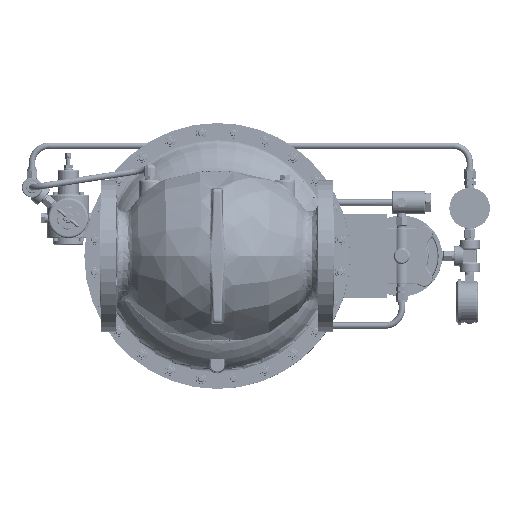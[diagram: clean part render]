
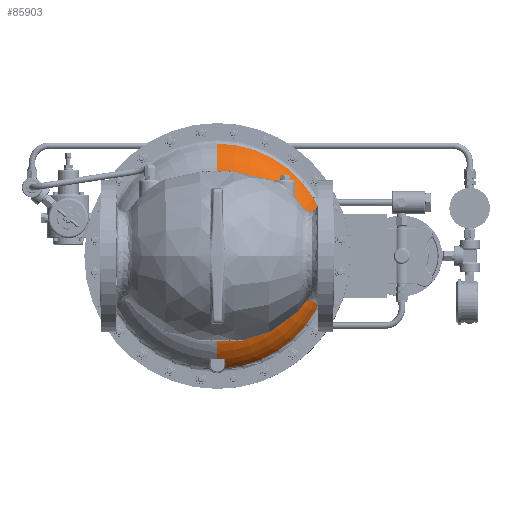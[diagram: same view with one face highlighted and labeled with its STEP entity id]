
A CAD part, front view. The second image highlights one B-rep face of the part: STEP entity #85903.
In plain terms, the highlighted toroidal (fillet/blend) face has major radius 106.491 mm and minor radius 71.438 mm.
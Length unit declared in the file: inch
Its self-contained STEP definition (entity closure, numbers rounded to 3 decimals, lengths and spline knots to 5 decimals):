
#599 = DIRECTION ( 'NONE',  ( 0., -1., 0. ) ) ;
#12132 = B_SPLINE_CURVE_WITH_KNOTS ( 'NONE', 3,
 ( #57885, #143535, #455460, #291954, #16309, #13726, #52795, #302165, #336060, #414026, #330939, #294529, #216525, #99347 ),
 .UNSPECIFIED., .F., .F.,
 ( 4, 2, 2, 2, 2, 2, 4 ),
 ( 0., 0.00072, 0.00144, 0.00216, 0.00288, 0.00431, 0.00575 ),
 .UNSPECIFIED. ) ;
#13726 = CARTESIAN_POINT ( 'NONE',  ( 0.42081, 9.7134, -6.08973 ) ) ;
#16309 = CARTESIAN_POINT ( 'NONE',  ( 0.40488, 9.70585, -6.0826 ) ) ;
#18492 = CIRCLE ( 'NONE', #392149, 2.8125 ) ;
#19711 = DIRECTION ( 'NONE',  ( 1., 0., 0. ) ) ;
#29257 = B_SPLINE_CURVE_WITH_KNOTS ( 'NONE', 3,
 ( #359832, #240387, #474293, #398850, #123214, #118033 ),
 .UNSPECIFIED., .F., .F.,
 ( 4, 2, 4 ),
 ( 0., 0.00513, 0.01025 ),
 .UNSPECIFIED. ) ;
#34624 = CARTESIAN_POINT ( 'NONE',  ( 0.48185, 10.31679, -6.57979 ) ) ;
#37358 = ORIENTED_EDGE ( 'NONE', *, *, #335203, .F. ) ;
#49652 = AXIS2_PLACEMENT_3D ( 'NONE', #312571, #599, #156649 ) ;
#52795 = CARTESIAN_POINT ( 'NONE',  ( 0.42808, 9.71789, -6.09407 ) ) ;
#57885 = CARTESIAN_POINT ( 'NONE',  ( 0.35904, 9.69753, -6.07637 ) ) ;
#73542 = CARTESIAN_POINT ( 'NONE',  ( 0.47321, 10.36609, -6.60972 ) ) ;
#74054 = DIRECTION ( 'NONE',  ( 0., -1., 0. ) ) ;
#83809 = DIRECTION ( 'NONE',  ( 0., -1., 0. ) ) ;
#85903 = ADVANCED_FACE ( 'NONE', ( #167776 ), #173057, .T. ) ;
#92212 = CARTESIAN_POINT ( 'NONE',  ( 0., 11.77634, 0. ) ) ;
#96262 = CARTESIAN_POINT ( 'NONE',  ( 0.48296, 9.81555, -6.19006 ) ) ;
#97912 = DIRECTION ( 'NONE',  ( 0., 0., 1. ) ) ;
#99347 = CARTESIAN_POINT ( 'NONE',  ( 0.48296, 9.81555, -6.19006 ) ) ;
#105354 = EDGE_CURVE ( 'NONE', #134686, #238545, #384318, .T. ) ;
#105602 = ORIENTED_EDGE ( 'NONE', *, *, #314385, .T. ) ;
#107907 = DIRECTION ( 'NONE',  ( 0., 0., -1. ) ) ;
#112239 = B_SPLINE_CURVE_WITH_KNOTS ( 'NONE', 3,
 ( #390754, #263558, #344111, #34624, #73542, #149092 ),
 .UNSPECIFIED., .F., .F.,
 ( 4, 2, 4 ),
 ( 0., 0.00443, 0.00887 ),
 .UNSPECIFIED. ) ;
#118033 = CARTESIAN_POINT ( 'NONE',  ( 0.49359, 10.12388, -6.44957 ) ) ;
#122792 = CARTESIAN_POINT ( 'NONE',  ( 0., 9.0172, 0. ) ) ;
#123214 = CARTESIAN_POINT ( 'NONE',  ( 0.49171, 10.06944, -6.41007 ) ) ;
#134686 = VERTEX_POINT ( 'NONE', #491954 ) ;
#136289 = DIRECTION ( 'NONE',  ( 0., 0., -1. ) ) ;
#137918 = CIRCLE ( 'NONE', #428454, 4.73785 ) ;
#143535 = CARTESIAN_POINT ( 'NONE',  ( 0.36861, 9.69753, -6.0758 ) ) ;
#149092 = CARTESIAN_POINT ( 'NONE',  ( 0.46185, 10.41604, -6.63818 ) ) ;
#156022 = EDGE_LOOP ( 'NONE', ( #445811, #105602, #227569, #320423, #37358, #419660, #236996, #410046, #437946 ) ) ;
#156649 = DIRECTION ( 'NONE',  ( 0., 0., 1. ) ) ;
#160256 = AXIS2_PLACEMENT_3D ( 'NONE', #454024, #176099, #97912 ) ;
#167776 = FACE_OUTER_BOUND ( 'NONE', #156022, .T. ) ;
#172775 = CARTESIAN_POINT ( 'NONE',  ( 0.35904, 9.69753, -6.07637 ) ) ;
#173057 = TOROIDAL_SURFACE ( 'NONE', #463432, 4.19257, 2.8125 ) ;
#176099 = DIRECTION ( 'NONE',  ( 0., -1., 0. ) ) ;
#177969 = DIRECTION ( 'NONE',  ( 0., -1., 0. ) ) ;
#183986 = EDGE_CURVE ( 'NONE', #487106, #282830, #29257, .T. ) ;
#195666 = EDGE_CURVE ( 'NONE', #238853, #335370, #137918, .T. ) ;
#202519 = DIRECTION ( 'NONE',  ( 0., 0., 1. ) ) ;
#214809 = CARTESIAN_POINT ( 'NONE',  ( 0., 11.77634, 4.19257 ) ) ;
#216525 = CARTESIAN_POINT ( 'NONE',  ( 0.48249, 9.80192, -6.1768 ) ) ;
#226534 = CARTESIAN_POINT ( 'NONE',  ( 0., 9.0172, -4.73785 ) ) ;
#227569 = ORIENTED_EDGE ( 'NONE', *, *, #195666, .F. ) ;
#236996 = ORIENTED_EDGE ( 'NONE', *, *, #440922, .T. ) ;
#238545 = VERTEX_POINT ( 'NONE', #458244 ) ;
#238853 = VERTEX_POINT ( 'NONE', #296696 ) ;
#240387 = CARTESIAN_POINT ( 'NONE',  ( 0.48461, 9.86377, -6.23697 ) ) ;
#242514 = DIRECTION ( 'NONE',  ( 0., 0., -1. ) ) ;
#244069 = DIRECTION ( 'NONE',  ( -1., 0., 0. ) ) ;
#252298 = CARTESIAN_POINT ( 'NONE',  ( 0.49359, 10.12388, -6.44957 ) ) ;
#253855 = DIRECTION ( 'NONE',  ( 0., 0., -1. ) ) ;
#257099 = CIRCLE ( 'NONE', #49652, 6.08697 ) ;
#258675 = CARTESIAN_POINT ( 'NONE',  ( 0., 9.0172, 4.73785 ) ) ;
#263558 = CARTESIAN_POINT ( 'NONE',  ( 0.49524, 10.17137, -6.48403 ) ) ;
#267382 = CIRCLE ( 'NONE', #283828, 2.8125 ) ;
#281212 = AXIS2_PLACEMENT_3D ( 'NONE', #122792, #83809, #242514 ) ;
#282830 = VERTEX_POINT ( 'NONE', #252298 ) ;
#283828 = AXIS2_PLACEMENT_3D ( 'NONE', #436269, #244069, #202519 ) ;
#291954 = CARTESIAN_POINT ( 'NONE',  ( 0.39625, 9.70279, -6.07983 ) ) ;
#294529 = CARTESIAN_POINT ( 'NONE',  ( 0.47978, 9.78858, -6.16374 ) ) ;
#296696 = CARTESIAN_POINT ( 'NONE',  ( 4.73785, 9.0172, 0. ) ) ;
#302165 = CARTESIAN_POINT ( 'NONE',  ( 0.44104, 9.72769, -6.10364 ) ) ;
#312571 = CARTESIAN_POINT ( 'NONE',  ( 0., 9.69753, 0. ) ) ;
#314385 = EDGE_CURVE ( 'NONE', #238545, #335370, #18492, .T. ) ;
#320423 = ORIENTED_EDGE ( 'NONE', *, *, #332009, .F. ) ;
#330939 = CARTESIAN_POINT ( 'NONE',  ( 0.46954, 9.76251, -6.13806 ) ) ;
#332009 = EDGE_CURVE ( 'NONE', #375563, #238853, #505335, .T. ) ;
#335203 = EDGE_CURVE ( 'NONE', #488333, #375563, #267382, .T. ) ;
#335370 = VERTEX_POINT ( 'NONE', #258675 ) ;
#336060 = CARTESIAN_POINT ( 'NONE',  ( 0.44687, 9.73311, -6.10898 ) ) ;
#344111 = CARTESIAN_POINT ( 'NONE',  ( 0.49286, 10.21943, -6.51694 ) ) ;
#354065 = CARTESIAN_POINT ( 'NONE',  ( 0., 9.69753, -6.08697 ) ) ;
#359832 = CARTESIAN_POINT ( 'NONE',  ( 0.48296, 9.81555, -6.19006 ) ) ;
#375563 = VERTEX_POINT ( 'NONE', #226534 ) ;
#384318 = CIRCLE ( 'NONE', #160256, 6.65423 ) ;
#388681 = CARTESIAN_POINT ( 'NONE',  ( 0., 9.0172, 0. ) ) ;
#390754 = CARTESIAN_POINT ( 'NONE',  ( 0.49359, 10.12388, -6.44957 ) ) ;
#392149 = AXIS2_PLACEMENT_3D ( 'NONE', #214809, #19711, #253855 ) ;
#398850 = CARTESIAN_POINT ( 'NONE',  ( 0.48988, 10.01651, -6.36868 ) ) ;
#410046 = ORIENTED_EDGE ( 'NONE', *, *, #183986, .T. ) ;
#414026 = CARTESIAN_POINT ( 'NONE',  ( 0.46216, 9.75016, -6.12582 ) ) ;
#419660 = ORIENTED_EDGE ( 'NONE', *, *, #502547, .T. ) ;
#420602 = VERTEX_POINT ( 'NONE', #172775 ) ;
#428454 = AXIS2_PLACEMENT_3D ( 'NONE', #388681, #74054, #107907 ) ;
#436269 = CARTESIAN_POINT ( 'NONE',  ( 0., 11.77634, -4.19257 ) ) ;
#437946 = ORIENTED_EDGE ( 'NONE', *, *, #467447, .T. ) ;
#440922 = EDGE_CURVE ( 'NONE', #420602, #487106, #12132, .T. ) ;
#445811 = ORIENTED_EDGE ( 'NONE', *, *, #105354, .T. ) ;
#454024 = CARTESIAN_POINT ( 'NONE',  ( 0., 10.41604, 0. ) ) ;
#455460 = CARTESIAN_POINT ( 'NONE',  ( 0.37797, 9.69861, -6.07641 ) ) ;
#458244 = CARTESIAN_POINT ( 'NONE',  ( 0., 10.41604, 6.65423 ) ) ;
#463432 = AXIS2_PLACEMENT_3D ( 'NONE', #92212, #177969, #136289 ) ;
#467447 = EDGE_CURVE ( 'NONE', #282830, #134686, #112239, .T. ) ;
#474293 = CARTESIAN_POINT ( 'NONE',  ( 0.48633, 9.91368, -6.28214 ) ) ;
#487106 = VERTEX_POINT ( 'NONE', #96262 ) ;
#488333 = VERTEX_POINT ( 'NONE', #354065 ) ;
#491954 = CARTESIAN_POINT ( 'NONE',  ( 0.46185, 10.41604, -6.63818 ) ) ;
#502547 = EDGE_CURVE ( 'NONE', #488333, #420602, #257099, .T. ) ;
#505335 = CIRCLE ( 'NONE', #281212, 4.73785 ) ;
